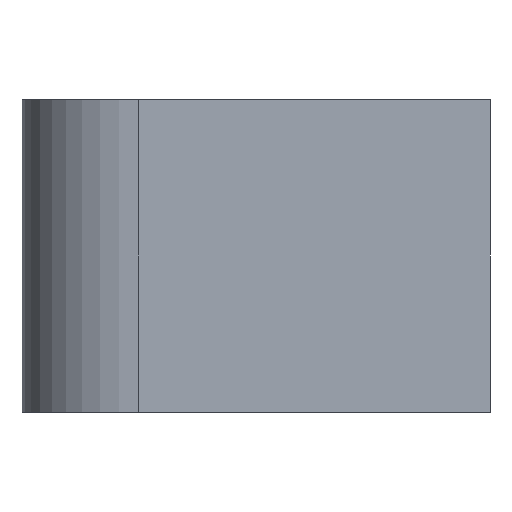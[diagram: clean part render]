
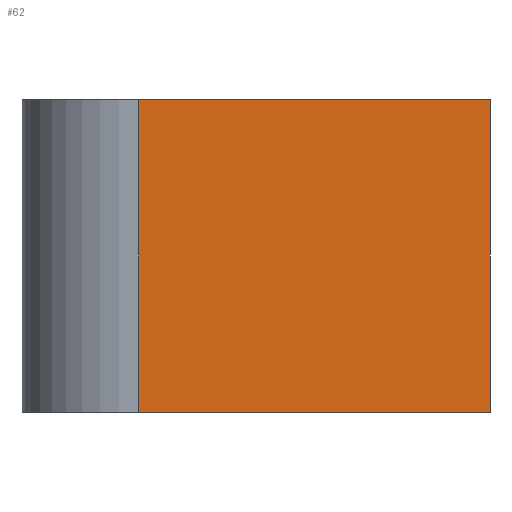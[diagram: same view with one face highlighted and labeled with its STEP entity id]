
A CAD part, front view. The second image highlights one B-rep face of the part: STEP entity #62.
In plain terms, the highlighted planar face has unit normal (0, -1, 0).
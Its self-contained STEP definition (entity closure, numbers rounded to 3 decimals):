
#62 = ADVANCED_FACE( '', ( #128 ), #129, .T. );
#128 = FACE_OUTER_BOUND( '', #195, .T. );
#129 = PLANE( '', #196 );
#195 = EDGE_LOOP( '', ( #301, #302, #303, #304 ) );
#196 = AXIS2_PLACEMENT_3D( '', #305, #306, #307 );
#301 = ORIENTED_EDGE( '', *, *, #419, .T. );
#302 = ORIENTED_EDGE( '', *, *, #458, .F. );
#303 = ORIENTED_EDGE( '', *, *, #450, .F. );
#304 = ORIENTED_EDGE( '', *, *, #459, .T. );
#305 = CARTESIAN_POINT( '', ( 0.75, 0., -1. ) );
#306 = DIRECTION( '', ( 0., -1., 0. ) );
#307 = DIRECTION( '', ( 0., 0., -1. ) );
#419 = EDGE_CURVE( '', #496, #494, #497, .T. );
#450 = EDGE_CURVE( '', #548, #549, #550, .T. );
#458 = EDGE_CURVE( '', #549, #494, #560, .T. );
#459 = EDGE_CURVE( '', #548, #496, #561, .T. );
#494 = VERTEX_POINT( '', #605 );
#496 = VERTEX_POINT( '', #608 );
#497 = LINE( '', #609, #610 );
#548 = VERTEX_POINT( '', #676 );
#549 = VERTEX_POINT( '', #677 );
#550 = LINE( '', #678, #679 );
#560 = LINE( '', #692, #693 );
#561 = LINE( '', #694, #695 );
#605 = CARTESIAN_POINT( '', ( 3., 0., 1. ) );
#608 = CARTESIAN_POINT( '', ( 3., 0., -1. ) );
#609 = CARTESIAN_POINT( '', ( 3., 0., -1. ) );
#610 = VECTOR( '', #750, 1000. );
#676 = CARTESIAN_POINT( '', ( 0.75, 0., -1. ) );
#677 = CARTESIAN_POINT( '', ( 0.75, 0., 1. ) );
#678 = CARTESIAN_POINT( '', ( 0.75, 0., -1. ) );
#679 = VECTOR( '', #790, 1000. );
#692 = CARTESIAN_POINT( '', ( 0.75, 0., 1. ) );
#693 = VECTOR( '', #800, 1000. );
#694 = CARTESIAN_POINT( '', ( 0.75, 0., -1. ) );
#695 = VECTOR( '', #801, 1000. );
#750 = DIRECTION( '', ( 0., 0., 1. ) );
#790 = DIRECTION( '', ( 0., 0., 1. ) );
#800 = DIRECTION( '', ( 1., 0., 0. ) );
#801 = DIRECTION( '', ( 1., 0., 0. ) );
